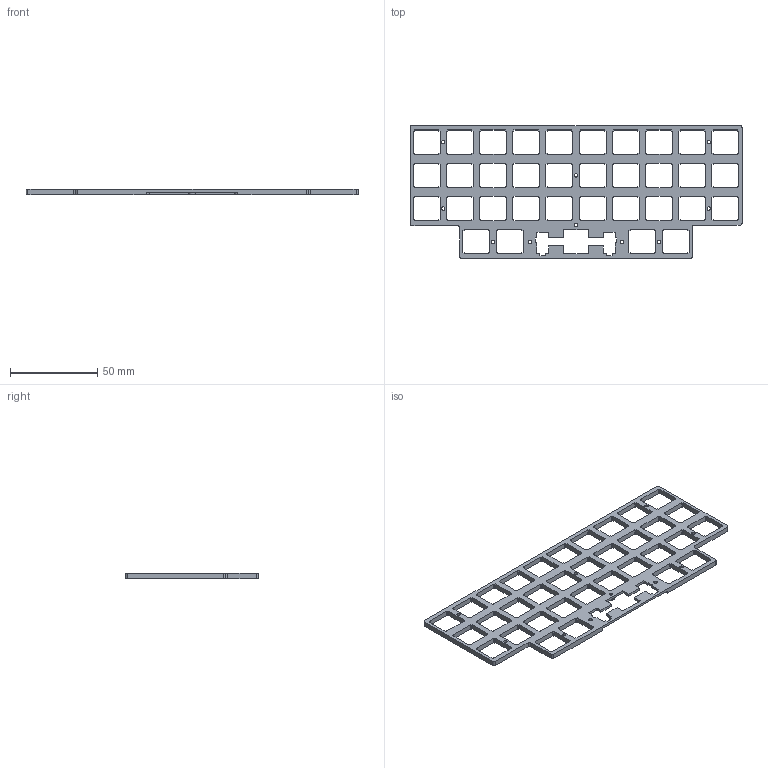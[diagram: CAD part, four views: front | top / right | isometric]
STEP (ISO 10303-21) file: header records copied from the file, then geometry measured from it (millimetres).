
FILE_DESCRIPTION(('HOOPS Exchange Step'),'2;1');
FILE_NAME('temp_export','2022-10-03T12:41:39-04:00',('mobile'),('Shapr3D Limited'),'HOOPS Exchange 2022.1','Shapr3D','Authorized');
FILE_SCHEMA( ('AP203_CONFIGURATION_CONTROLLED_3D_DESIGN_OF_MECHANICAL_PARTS_AND_ASSEMBLIES_MIM_LF') );
Length unit declared in the file: millimetre
Products named in the file (1): Plate
Bounding box: 190.5 x 76.2 x 3 mm (x, y, z)
Volume: 15966.3 mm3; surface area: 19295.8 mm2
Topology: 1 solids, 1 shells, 483 faces, 1463 edges, 982 vertices
Faces by surface type: plane 461, cylinder 22
Full cylindrical faces by diameter (mm): 2 x10
Entity records: 16345 total; most frequent: CARTESIAN_POINT 2929, ORIENTED_EDGE 2926, DIRECTION 2495, EDGE_CURVE 1463, VECTOR 1399, LINE 1399, VERTEX_POINT 982, EDGE_LOOP 573
